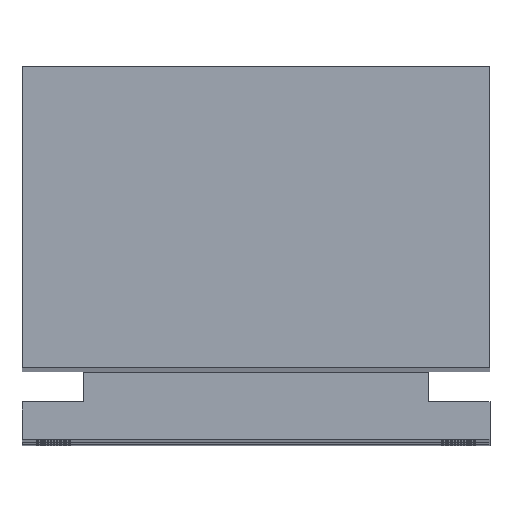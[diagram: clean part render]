
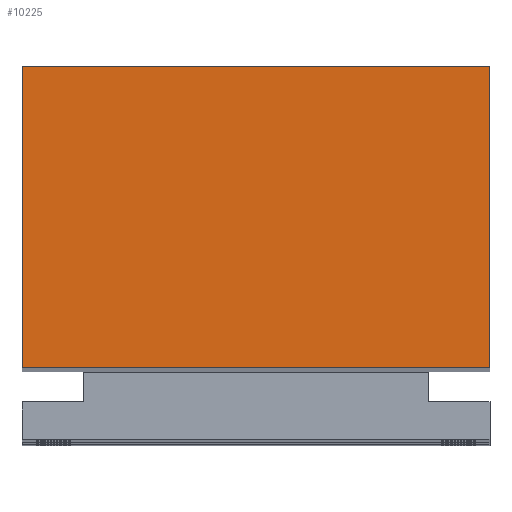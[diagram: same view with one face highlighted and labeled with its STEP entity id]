
A CAD part, top view. The second image highlights one B-rep face of the part: STEP entity #10225.
In plain terms, the highlighted face is planar.
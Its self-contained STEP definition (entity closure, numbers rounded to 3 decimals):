
#15 = DIRECTION ( 'NONE',  ( 0., 0., 1. ) ) ;
#74 = AXIS2_PLACEMENT_3D ( 'NONE', #6187, #10316, #5333 ) ;
#146 = EDGE_CURVE ( 'NONE', #10682, #5902, #1835, .T. ) ;
#872 = DIRECTION ( 'NONE',  ( 0., 0., 1. ) ) ;
#993 = LINE ( 'NONE', #4944, #5821 ) ;
#1835 = LINE ( 'NONE', #4670, #5020 ) ;
#2266 = VECTOR ( 'NONE', #872, 1000. ) ;
#2627 = CARTESIAN_POINT ( 'NONE',  ( -190., -37.5, -24.15 ) ) ;
#2865 = DIRECTION ( 'NONE',  ( 0., -1., 0. ) ) ;
#2868 = ORIENTED_EDGE ( 'NONE', *, *, #8121, .F. ) ;
#3660 = CARTESIAN_POINT ( 'NONE',  ( -190., -37.5, -24.15 ) ) ;
#4422 = PLANE ( 'NONE',  #74 ) ;
#4584 = ORIENTED_EDGE ( 'NONE', *, *, #146, .T. ) ;
#4670 = CARTESIAN_POINT ( 'NONE',  ( -190., 37.5, -24.15 ) ) ;
#4944 = CARTESIAN_POINT ( 'NONE',  ( -190., 37.5, -24.15 ) ) ;
#5020 = VECTOR ( 'NONE', #2865, 1000. ) ;
#5156 = VECTOR ( 'NONE', #9013, 1000. ) ;
#5333 = DIRECTION ( 'NONE',  ( 0., 0., 1. ) ) ;
#5391 = FACE_OUTER_BOUND ( 'NONE', #6128, .T. ) ;
#5821 = VECTOR ( 'NONE', #15, 1000. ) ;
#5902 = VERTEX_POINT ( 'NONE', #2627 ) ;
#6128 = EDGE_LOOP ( 'NONE', ( #10676, #2868, #10142, #4584 ) ) ;
#6187 = CARTESIAN_POINT ( 'NONE',  ( -190., 37.5, -24.15 ) ) ;
#7755 = VERTEX_POINT ( 'NONE', #9145 ) ;
#8121 = EDGE_CURVE ( 'NONE', #7755, #11109, #10884, .T. ) ;
#8766 = EDGE_CURVE ( 'NONE', #5902, #11109, #10464, .T. ) ;
#9013 = DIRECTION ( 'NONE',  ( 0., -1., 0. ) ) ;
#9145 = CARTESIAN_POINT ( 'NONE',  ( -190., 37.5, 24.15 ) ) ;
#10142 = ORIENTED_EDGE ( 'NONE', *, *, #12150, .F. ) ;
#10225 = ADVANCED_FACE ( 'NONE', ( #5391 ), #4422, .T. ) ;
#10316 = DIRECTION ( 'NONE',  ( -1., 0., 0. ) ) ;
#10464 = LINE ( 'NONE', #3660, #2266 ) ;
#10676 = ORIENTED_EDGE ( 'NONE', *, *, #8766, .T. ) ;
#10682 = VERTEX_POINT ( 'NONE', #11772 ) ;
#10884 = LINE ( 'NONE', #11080, #5156 ) ;
#11036 = CARTESIAN_POINT ( 'NONE',  ( -190., -37.5, 24.15 ) ) ;
#11080 = CARTESIAN_POINT ( 'NONE',  ( -190., 37.5, 24.15 ) ) ;
#11109 = VERTEX_POINT ( 'NONE', #11036 ) ;
#11772 = CARTESIAN_POINT ( 'NONE',  ( -190., 37.5, -24.15 ) ) ;
#12150 = EDGE_CURVE ( 'NONE', #10682, #7755, #993, .T. ) ;
